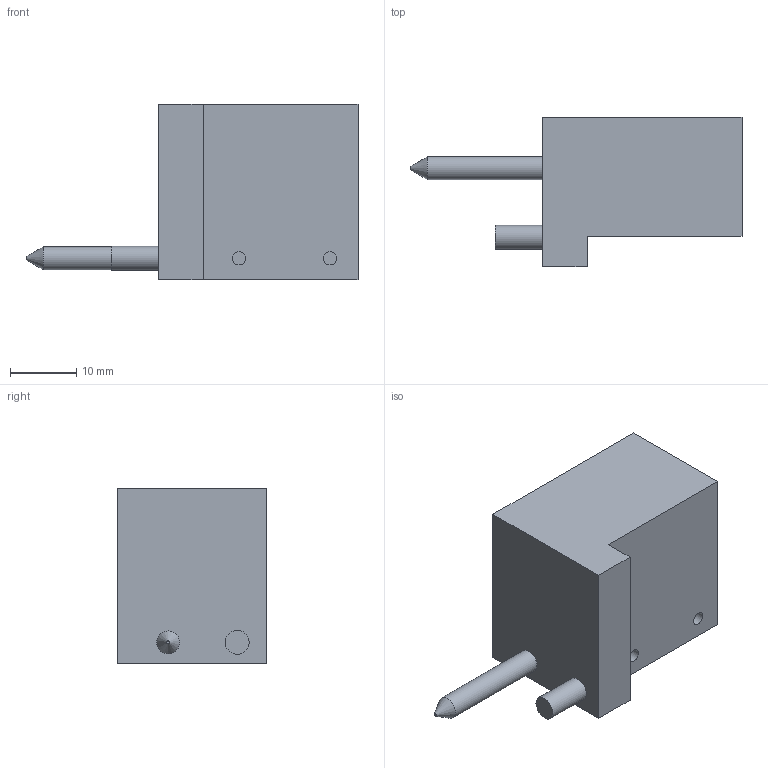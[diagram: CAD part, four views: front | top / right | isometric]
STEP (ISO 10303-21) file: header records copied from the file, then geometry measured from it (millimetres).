
FILE_DESCRIPTION(/* description */ (''),/* implementation_level */ '2;1');
FILE_NAME(/* name */ 'EBTM-4-10-2.0-S-RA-1-R-A-ECUEx8 v2.step',/* time_stamp */ '2021-09-11T00:25:26+02:00',/* author */ (''),/* organization */ (''),/* preprocessor_version */ 'ST-DEVELOPER v18.1',/* originating_system */ 'Autodesk Translation Framework v10.10.0.1391',/* authorisation */ '');
FILE_SCHEMA (('AUTOMOTIVE_DESIGN { 1 0 10303 214 3 1 1 }'));
Length unit declared in the file: millimetre
Products named in the file (1): EBTM-4-10-2.0-S-RA-1-R-A-ECUEx8
Bounding box: 49.95 x 22.5 x 26.35 mm (x, y, z)
Volume: 15168.1 mm3; surface area: 4255.3 mm2
Topology: 1 solids, 1 shells, 17 faces, 32 edges, 21 vertices
Faces by surface type: plane 12, cylinder 4, cone 1
Full cylindrical faces by diameter (mm): 2 x2, 3.45 x1, 3.6 x1
Entity records: 460 total; most frequent: DIRECTION 77, CARTESIAN_POINT 71, ORIENTED_EDGE 64, EDGE_CURVE 32, AXIS2_PLACEMENT_3D 27, LINE 23, VECTOR 23, EDGE_LOOP 21
